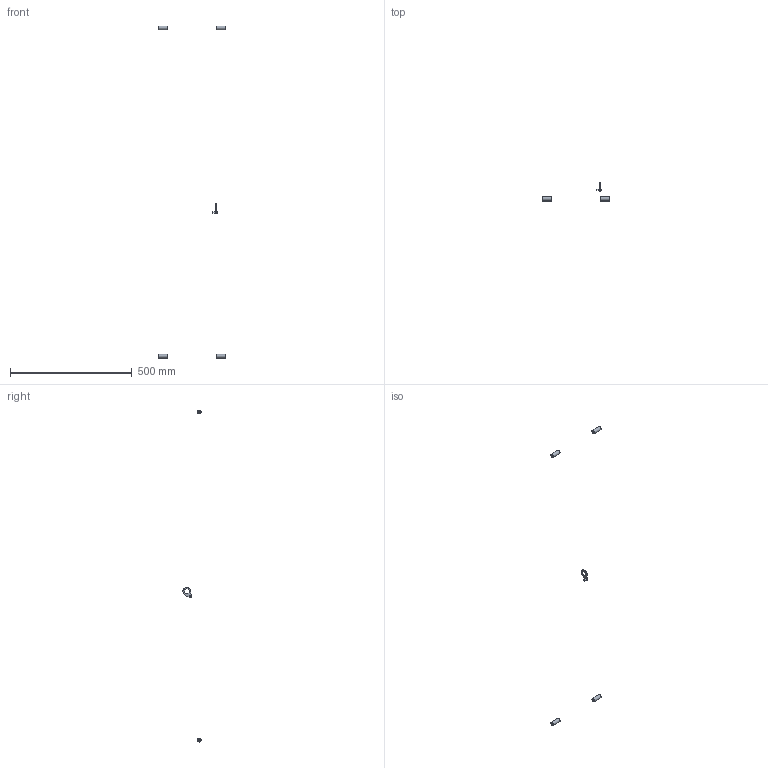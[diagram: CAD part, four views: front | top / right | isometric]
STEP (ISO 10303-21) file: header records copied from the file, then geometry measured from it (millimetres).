
FILE_DESCRIPTION( ( '' ), ' ' );
FILE_NAME( '5de77026f078021554d375a8.step', '2019-12-04T08:36:54', ( '' ), ( '' ), ' ', ' ', ' ' );
FILE_SCHEMA( ( 'AUTOMOTIVE_DESIGN { 1 0 10303 214 1 1 1 1 }' ) );
Length unit declared in the file: metre
Products named in the file (5): Part 76; Part 75; Part 69; Part 29; Part 63
Bounding box: 276.9 x 74.53 x 1363.69 mm (x, y, z)
Volume: 20992.9 mm3; surface area: 14795.8 mm2
Topology: 5 solids, 5 shells, 33 faces, 66 edges, 45 vertices
Faces by surface type: plane 20, cylinder 12, bspline 1
Full cylindrical faces by diameter (mm): 5.08 x1, 7.62 x1, 8.89 x4, 15.24 x4
Entity records: 1141 total; most frequent: CARTESIAN_POINT 157, DIRECTION 150, ORIENTED_EDGE 102, AXIS2_PLACEMENT_3D 62, EDGE_LOOP 56, EDGE_CURVE 51, FACE_OUTER_BOUND 44, VERTEX_POINT 41
